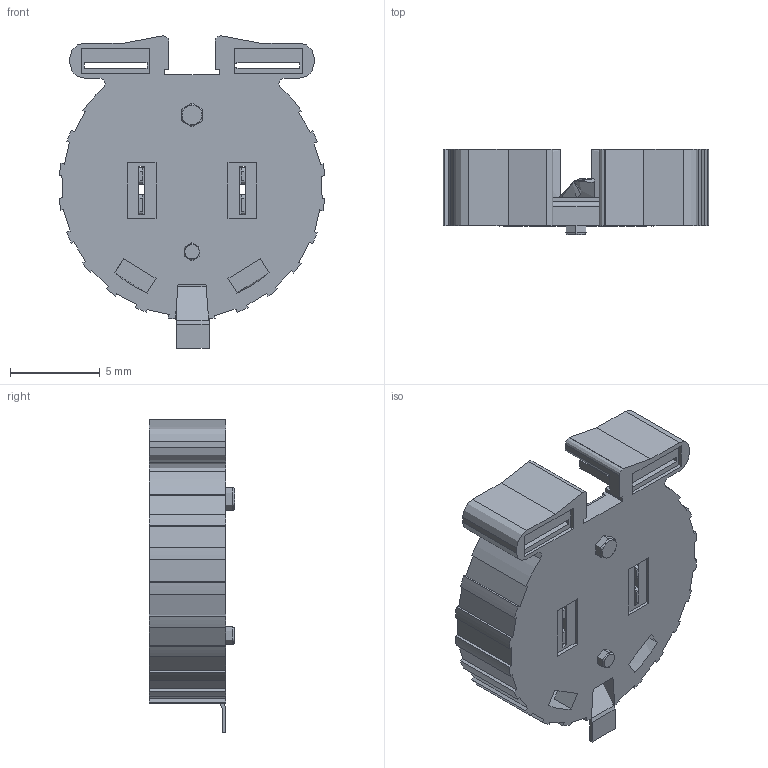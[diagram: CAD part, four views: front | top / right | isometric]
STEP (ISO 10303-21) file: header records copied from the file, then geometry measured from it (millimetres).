
FILE_DESCRIPTION (( 'STEP AP214' ), '1' );
FILE_NAME ('2DD707FC-17F2-47C2-8BD1-1882AC91B160.STEP', '2022-12-29T10:01:56', ( '' ), ( '' ), 'SwSTEP 2.0', 'SolidWorks 2022', '' );
FILE_SCHEMA (( 'AUTOMOTIVE_DESIGN' ));
Length unit declared in the file: millimetre
Products named in the file (1): 2DD707FC-17F2-47C2-8BD1-1882AC91B160
Bounding box: 14.75 x 4.75 x 17.37 mm (x, y, z)
Topology: 0 solids, 5 shells, 278 faces, 791 edges, 525 vertices
Faces by surface type: plane 213, cylinder 61, bspline 4
Full cylindrical faces by diameter (mm): 0.4 x2
Entity records: 9170 total; most frequent: CARTESIAN_POINT 1706, ORIENTED_EDGE 1580, DIRECTION 1449, EDGE_CURVE 793, LINE 655, VECTOR 655, VERTEX_POINT 526, AXIS2_PLACEMENT_3D 397
